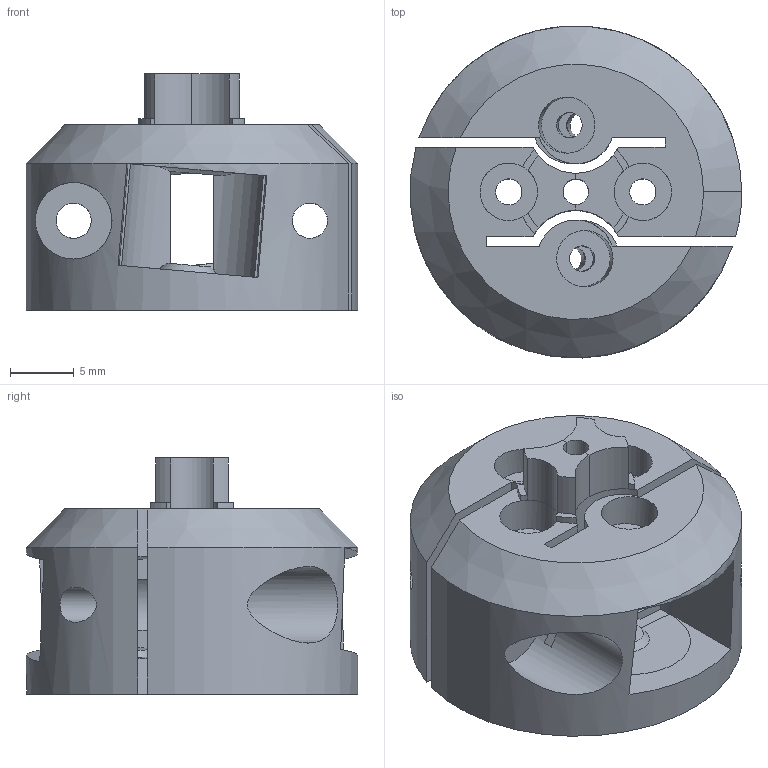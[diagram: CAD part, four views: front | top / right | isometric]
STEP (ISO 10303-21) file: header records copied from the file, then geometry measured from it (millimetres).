
FILE_DESCRIPTION(('FreeCAD Model'),'2;1');
FILE_NAME('Open CASCADE Shape Model','2022-12-27T19:18:37',(''),(''), 'Open CASCADE STEP processor 7.5','FreeCAD','Unknown');
FILE_SCHEMA(('AUTOMOTIVE_DESIGN { 1 0 10303 214 1 1 1 1 }'));
Length unit declared in the file: millimetre
Products named in the file (1): lower_bodey002
Bounding box: 25.97 x 25.99 x 18.5 mm (x, y, z)
Volume: 4313 mm3; surface area: 4409 mm2
Topology: 1 solids, 1 shells, 131 faces, 351 edges, 219 vertices
Faces by surface type: cylinder 67, plane 57, cone 7
Full cylindrical faces by diameter (mm): 2 x10, 2.05 x2, 2.2 x2, 2.75 x4, 4.4 x2, 4.5 x2, 6 x2
Entity records: 10878 total; most frequent: CARTESIAN_POINT 3796, DIRECTION 1379, ORIENTED_EDGE 702, PCURVE 702, DEFINITIONAL_REPRESENTATION 702, LINE 647, VECTOR 647, EDGE_CURVE 351
